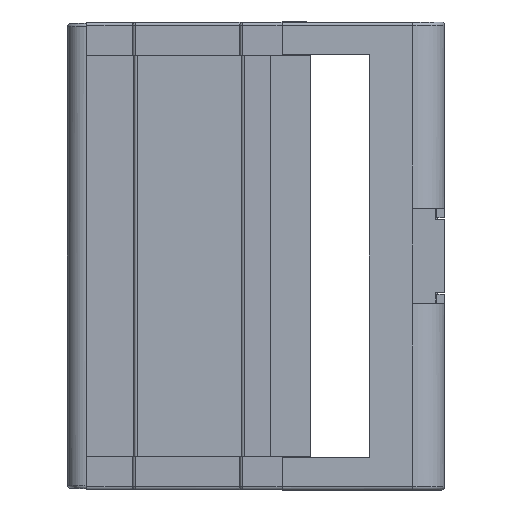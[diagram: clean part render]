
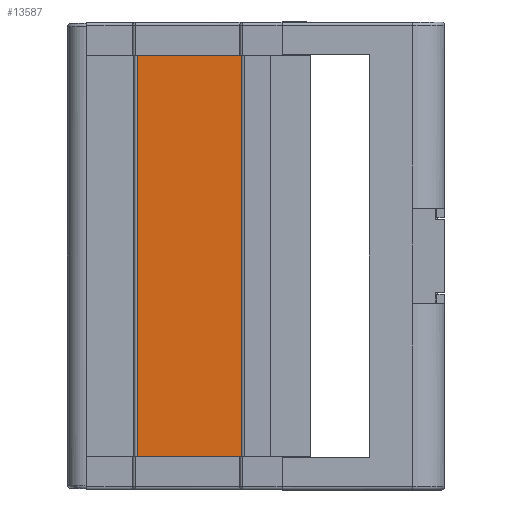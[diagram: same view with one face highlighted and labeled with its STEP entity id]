
A CAD part, left-side view. The second image highlights one B-rep face of the part: STEP entity #13587.
In plain terms, the highlighted planar face has unit normal (-1, 0, 0).
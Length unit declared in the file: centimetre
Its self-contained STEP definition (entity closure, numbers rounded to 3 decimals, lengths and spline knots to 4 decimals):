
#217 = CARTESIAN_POINT ( 'NONE',  ( -3.0806, 3.5695, -13.3015 ) ) ;
#226 = PLANE ( 'NONE',  #22508 ) ;
#228 = DIRECTION ( 'NONE',  ( 1., 0., 0. ) ) ;
#229 = DIRECTION ( 'NONE',  ( 0., 1., 0. ) ) ;
#5127 = LINE ( 'NONE', #6368, #5131 ) ;
#5131 = VECTOR ( 'NONE', #6366, 100. ) ;
#5449 = LINE ( 'NONE', #6741, #5451 ) ;
#5450 = LINE ( 'NONE', #6753, #5453 ) ;
#5451 = VECTOR ( 'NONE', #6733, 100. ) ;
#5452 = LINE ( 'NONE', #6755, #5455 ) ;
#5453 = VECTOR ( 'NONE', #6754, 100. ) ;
#5455 = VECTOR ( 'NONE', #6756, 100. ) ;
#5945 = CARTESIAN_POINT ( 'NONE',  ( -3.0806, 1.9693, -0.515 ) ) ;
#5953 = CARTESIAN_POINT ( 'NONE',  ( -3.0806, 3.5695, -0.515 ) ) ;
#6078 = CARTESIAN_POINT ( 'NONE',  ( -3.0806, 3.5695, -6.685 ) ) ;
#6079 = CARTESIAN_POINT ( 'NONE',  ( -3.0806, 1.9693, -6.685 ) ) ;
#6366 = DIRECTION ( 'NONE',  ( 0., 1., 0. ) ) ;
#6368 = CARTESIAN_POINT ( 'NONE',  ( -3.0806, 3.5695, -0.515 ) ) ;
#6733 = DIRECTION ( 'NONE',  ( 0., 0., 1. ) ) ;
#6741 = CARTESIAN_POINT ( 'NONE',  ( -3.0806, 3.5695, -13.3015 ) ) ;
#6753 = CARTESIAN_POINT ( 'NONE',  ( -3.0806, 3.5695, -6.685 ) ) ;
#6754 = DIRECTION ( 'NONE',  ( 0., 1., 0. ) ) ;
#6755 = CARTESIAN_POINT ( 'NONE',  ( -3.0806, 1.9693, -13.3015 ) ) ;
#6756 = DIRECTION ( 'NONE',  ( 0., 0., 1. ) ) ;
#13587 = ADVANCED_FACE ( 'NONE', ( #23264 ), #226, .F. ) ;
#14938 = EDGE_LOOP ( 'NONE', ( #16866, #16867, #16868, #16869 ) ) ;
#15287 = VERTEX_POINT ( 'NONE', #5945 ) ;
#15295 = VERTEX_POINT ( 'NONE', #5953 ) ;
#15420 = VERTEX_POINT ( 'NONE', #6078 ) ;
#15421 = VERTEX_POINT ( 'NONE', #6079 ) ;
#16053 = EDGE_CURVE ( 'NONE', #15287, #15295, #5127, .T. ) ;
#16228 = EDGE_CURVE ( 'NONE', #15420, #15295, #5449, .T. ) ;
#16229 = EDGE_CURVE ( 'NONE', #15421, #15420, #5450, .T. ) ;
#16230 = EDGE_CURVE ( 'NONE', #15421, #15287, #5452, .T. ) ;
#16866 = ORIENTED_EDGE ( 'NONE', *, *, #16228, .F. ) ;
#16867 = ORIENTED_EDGE ( 'NONE', *, *, #16229, .F. ) ;
#16868 = ORIENTED_EDGE ( 'NONE', *, *, #16230, .T. ) ;
#16869 = ORIENTED_EDGE ( 'NONE', *, *, #16053, .T. ) ;
#22508 = AXIS2_PLACEMENT_3D ( 'NONE', #217, #228, #229 ) ;
#23264 = FACE_OUTER_BOUND ( 'NONE', #14938, .T. ) ;
